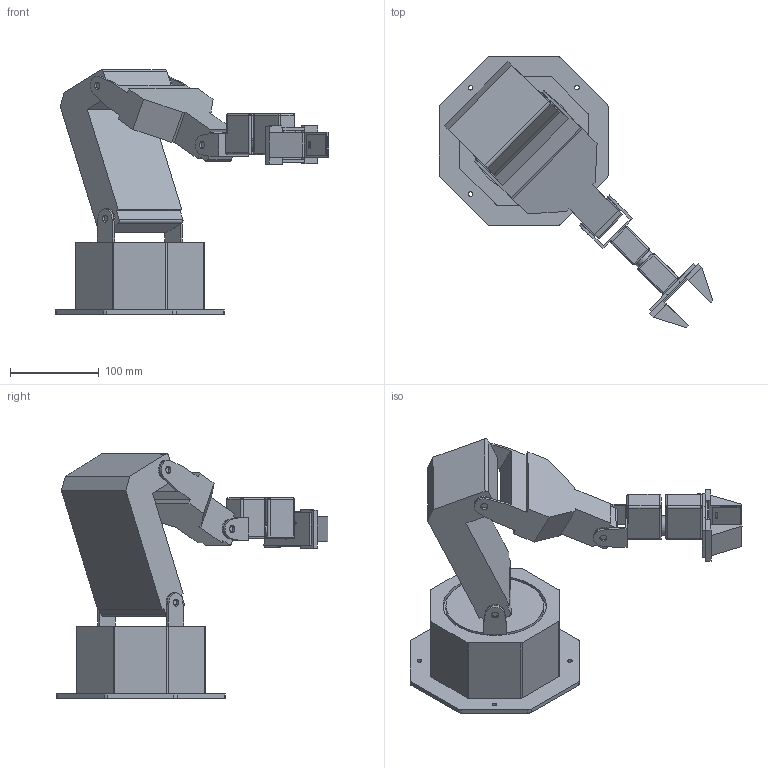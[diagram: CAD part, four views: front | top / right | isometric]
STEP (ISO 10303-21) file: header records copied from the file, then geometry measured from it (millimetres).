
FILE_DESCRIPTION((''),'2;1');
FILE_NAME('Reactor_SOLID.stp','2013-03-07T17:28:00',('Andrew'),(''),'Autodesk Inventor 2012','Autodesk Inventor 2012','');
FILE_SCHEMA(('AUTOMOTIVE_DESIGN { 1 0 10303 214 1 1 1 1 }'));
Length unit declared in the file: millimetre
Products named in the file (10): Reactor_SOLID; Base; Shoulder; Bicep; ForeArm; Wrist; Wrist2; PX-Gripper; Guide_Rail_Fixed; Gripper_Hand_Fixed
Assembly tree (10 placements, depth 3):
  Reactor_SOLID
    Base
    Shoulder
    Bicep
    ForeArm
    Wrist
    Wrist2
    PX-Gripper
      Guide_Rail_Fixed
      Gripper_Hand_Fixed  x2
Bounding box: 308.36 x 306.13 x 275.11 mm (x, y, z)
Volume: 2754155.8 mm3; surface area: 270095.2 mm2
Topology: 9 solids, 11 shells, 272 faces, 682 edges, 437 vertices
Faces by surface type: plane 181, cylinder 81, sphere 10
Full cylindrical faces by diameter (mm): 1.6 x2, 2.5 x2, 5.1 x4, 8 x6, 21 x1, 22 x8, 23 x1, 110 x1, 116 x1
Entity records: 7585 total; most frequent: DIRECTION 1280, CARTESIAN_POINT 1278, ORIENTED_EDGE 1174, EDGE_CURVE 587, AXIS2_PLACEMENT_3D 428, VECTOR 424, LINE 424, VERTEX_POINT 387
